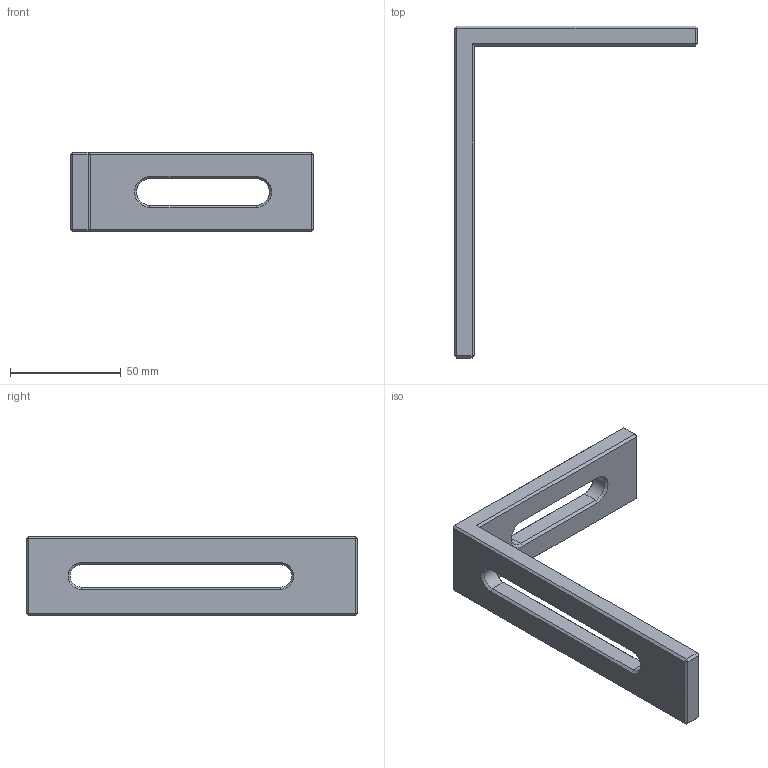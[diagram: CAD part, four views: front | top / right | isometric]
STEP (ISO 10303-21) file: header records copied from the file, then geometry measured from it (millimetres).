
FILE_DESCRIPTION (( 'STEP AP203' ), '1' );
FILE_NAME ('Equerre.STEP', '2019-11-12T08:36:36', ( '' ), ( '' ), 'SwSTEP 2.0', 'SolidWorks 2016', '' );
FILE_SCHEMA (( 'CONFIG_CONTROL_DESIGN' ));
Length unit declared in the file: millimetre
Products named in the file (1): Equerre
Bounding box: 110 x 150 x 36 mm (x, y, z)
Volume: 65362 mm3; surface area: 21892 mm2
Topology: 1 solids, 1 shells, 59 faces, 123 edges, 66 vertices
Faces by surface type: plane 47, cone 8, cylinder 4
Entity records: 1574 total; most frequent: DIRECTION 259, CARTESIAN_POINT 249, ORIENTED_EDGE 246, EDGE_CURVE 123, VECTOR 107, LINE 107, AXIS2_PLACEMENT_3D 76, VERTEX_POINT 66
